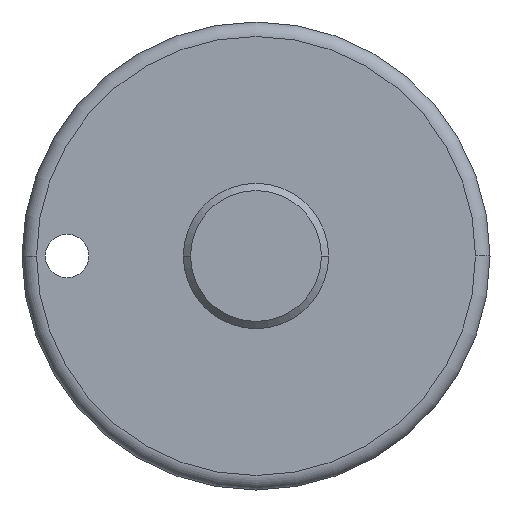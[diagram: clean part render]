
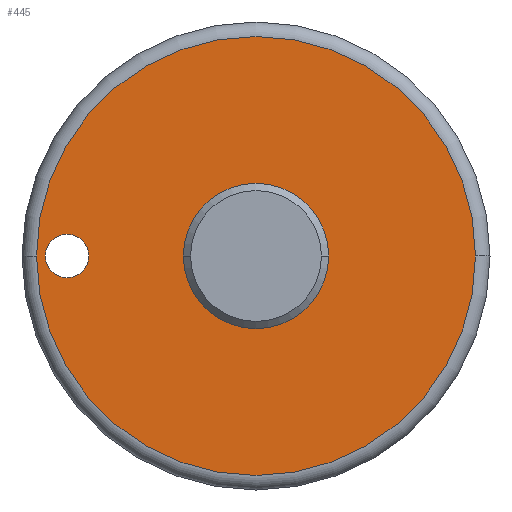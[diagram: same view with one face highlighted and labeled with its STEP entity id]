
A CAD part, left-side view. The second image highlights one B-rep face of the part: STEP entity #445.
In plain terms, the highlighted planar face has unit normal (-1, 0, 0).
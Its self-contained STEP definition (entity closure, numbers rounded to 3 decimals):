
#36 = VERTEX_POINT ( 'NONE', #512 ) ;
#42 = ORIENTED_EDGE ( 'NONE', *, *, #264, .T. ) ;
#60 = ORIENTED_EDGE ( 'NONE', *, *, #543, .T. ) ;
#62 = VERTEX_POINT ( 'NONE', #740 ) ;
#89 = FACE_BOUND ( 'NONE', #613, .T. ) ;
#104 = CARTESIAN_POINT ( 'NONE',  ( -98.681, 13.721, 0. ) ) ;
#109 = DIRECTION ( 'NONE',  ( -1., 0., 0. ) ) ;
#110 = CIRCLE ( 'NONE', #917, 5. ) ;
#132 = CIRCLE ( 'NONE', #1074, 15.1 ) ;
#154 = CARTESIAN_POINT ( 'NONE',  ( -98.681, 0.721, 0. ) ) ;
#172 = CARTESIAN_POINT ( 'NONE',  ( -98.681, 16.821, 0. ) ) ;
#180 = AXIS2_PLACEMENT_3D ( 'NONE', #309, #603, #1072 ) ;
#186 = DIRECTION ( 'NONE',  ( 1., 0., 0. ) ) ;
#194 = AXIS2_PLACEMENT_3D ( 'NONE', #1096, #109, #752 ) ;
#235 = CARTESIAN_POINT ( 'NONE',  ( -98.681, 13.721, 0. ) ) ;
#253 = VERTEX_POINT ( 'NONE', #1035 ) ;
#255 = EDGE_LOOP ( 'NONE', ( #722, #724 ) ) ;
#264 = EDGE_CURVE ( 'NONE', #62, #36, #384, .T. ) ;
#298 = DIRECTION ( 'NONE',  ( 0., 1., 0. ) ) ;
#309 = CARTESIAN_POINT ( 'NONE',  ( -98.681, 0.721, 0. ) ) ;
#311 = AXIS2_PLACEMENT_3D ( 'NONE', #104, #186, #616 ) ;
#316 = DIRECTION ( 'NONE',  ( 0., -1., 0. ) ) ;
#322 = DIRECTION ( 'NONE',  ( 0., 1., 0. ) ) ;
#346 = EDGE_LOOP ( 'NONE', ( #60, #1075 ) ) ;
#384 = CIRCLE ( 'NONE', #311, 1.5 ) ;
#385 = DIRECTION ( 'NONE',  ( -1., 0., 0. ) ) ;
#393 = VERTEX_POINT ( 'NONE', #1022 ) ;
#401 = ORIENTED_EDGE ( 'NONE', *, *, #988, .T. ) ;
#417 = AXIS2_PLACEMENT_3D ( 'NONE', #172, #749, #322 ) ;
#445 = ADVANCED_FACE ( 'NONE', ( #89, #832, #457 ), #578, .F. ) ;
#457 = FACE_BOUND ( 'NONE', #255, .T. ) ;
#485 = CIRCLE ( 'NONE', #194, 5. ) ;
#512 = CARTESIAN_POINT ( 'NONE',  ( -98.681, 15.221, 0. ) ) ;
#524 = CARTESIAN_POINT ( 'NONE',  ( -98.681, 0.721, 0. ) ) ;
#543 = EDGE_CURVE ( 'NONE', #393, #706, #819, .T. ) ;
#570 = EDGE_CURVE ( 'NONE', #588, #253, #110, .T. ) ;
#578 = PLANE ( 'NONE',  #417 ) ;
#588 = VERTEX_POINT ( 'NONE', #1095 ) ;
#603 = DIRECTION ( 'NONE',  ( -1., 0., 0. ) ) ;
#613 = EDGE_LOOP ( 'NONE', ( #401, #42 ) ) ;
#616 = DIRECTION ( 'NONE',  ( 0., 1., 0. ) ) ;
#675 = CIRCLE ( 'NONE', #928, 1.5 ) ;
#696 = EDGE_CURVE ( 'NONE', #706, #393, #132, .T. ) ;
#706 = VERTEX_POINT ( 'NONE', #745 ) ;
#719 = DIRECTION ( 'NONE',  ( 0., 1., 0. ) ) ;
#722 = ORIENTED_EDGE ( 'NONE', *, *, #726, .F. ) ;
#723 = DIRECTION ( 'NONE',  ( -1., 0., 0. ) ) ;
#724 = ORIENTED_EDGE ( 'NONE', *, *, #570, .F. ) ;
#726 = EDGE_CURVE ( 'NONE', #253, #588, #485, .T. ) ;
#740 = CARTESIAN_POINT ( 'NONE',  ( -98.681, 12.221, 0. ) ) ;
#745 = CARTESIAN_POINT ( 'NONE',  ( -98.681, -14.379, 0. ) ) ;
#749 = DIRECTION ( 'NONE',  ( 1., 0., 0. ) ) ;
#752 = DIRECTION ( 'NONE',  ( 0., -1., 0. ) ) ;
#819 = CIRCLE ( 'NONE', #180, 15.1 ) ;
#832 = FACE_OUTER_BOUND ( 'NONE', #346, .T. ) ;
#917 = AXIS2_PLACEMENT_3D ( 'NONE', #524, #723, #316 ) ;
#928 = AXIS2_PLACEMENT_3D ( 'NONE', #235, #1077, #298 ) ;
#988 = EDGE_CURVE ( 'NONE', #36, #62, #675, .T. ) ;
#1022 = CARTESIAN_POINT ( 'NONE',  ( -98.681, 15.821, 0. ) ) ;
#1035 = CARTESIAN_POINT ( 'NONE',  ( -98.681, -4.279, 0. ) ) ;
#1072 = DIRECTION ( 'NONE',  ( 0., 1., 0. ) ) ;
#1074 = AXIS2_PLACEMENT_3D ( 'NONE', #154, #385, #719 ) ;
#1075 = ORIENTED_EDGE ( 'NONE', *, *, #696, .T. ) ;
#1077 = DIRECTION ( 'NONE',  ( 1., 0., 0. ) ) ;
#1095 = CARTESIAN_POINT ( 'NONE',  ( -98.681, 5.721, 0. ) ) ;
#1096 = CARTESIAN_POINT ( 'NONE',  ( -98.681, 0.721, 0. ) ) ;
